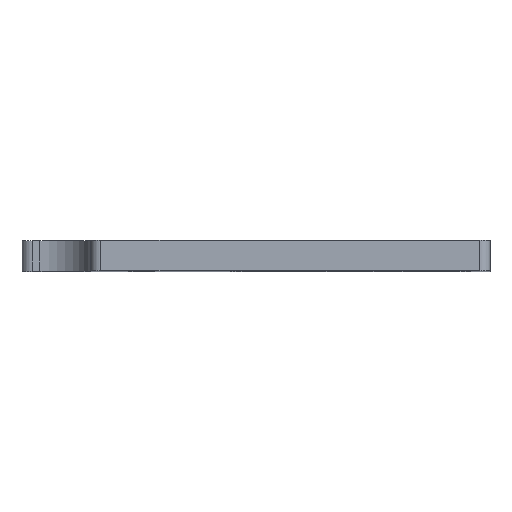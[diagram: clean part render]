
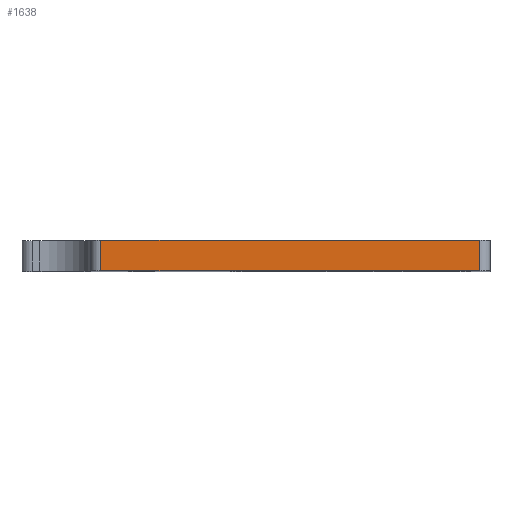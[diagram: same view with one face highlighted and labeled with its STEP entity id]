
A CAD part, top view. The second image highlights one B-rep face of the part: STEP entity #1638.
In plain terms, the highlighted planar face has unit normal (0, 0, 1).
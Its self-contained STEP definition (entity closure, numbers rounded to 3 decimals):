
#15 = VERTEX_POINT ( 'NONE', #1133 ) ;
#171 = CARTESIAN_POINT ( 'NONE',  ( 0., 6., 0. ) ) ;
#208 = CARTESIAN_POINT ( 'NONE',  ( 0., 0., 0. ) ) ;
#339 = PLANE ( 'NONE',  #601 ) ;
#415 = DIRECTION ( 'NONE',  ( 0., -1., 0. ) ) ;
#461 = ORIENTED_EDGE ( 'NONE', *, *, #1175, .F. ) ;
#466 = CARTESIAN_POINT ( 'NONE',  ( 0., 6., 0. ) ) ;
#510 = DIRECTION ( 'NONE',  ( -1., 0., 0. ) ) ;
#552 = VERTEX_POINT ( 'NONE', #589 ) ;
#589 = CARTESIAN_POINT ( 'NONE',  ( 2., 0., 0. ) ) ;
#601 = AXIS2_PLACEMENT_3D ( 'NONE', #171, #838, #510 ) ;
#672 = EDGE_CURVE ( 'NONE', #1081, #1883, #1079, .T. ) ;
#838 = DIRECTION ( 'NONE',  ( 0., 0., -1. ) ) ;
#879 = VECTOR ( 'NONE', #415, 1000. ) ;
#905 = CARTESIAN_POINT ( 'NONE',  ( 76.5, 6., 0. ) ) ;
#918 = VECTOR ( 'NONE', #1530, 1000. ) ;
#980 = CARTESIAN_POINT ( 'NONE',  ( 76.5, 6., 0. ) ) ;
#981 = LINE ( 'NONE', #1271, #879 ) ;
#1079 = LINE ( 'NONE', #980, #1286 ) ;
#1081 = VERTEX_POINT ( 'NONE', #1840 ) ;
#1133 = CARTESIAN_POINT ( 'NONE',  ( 2., 6., 0. ) ) ;
#1144 = ORIENTED_EDGE ( 'NONE', *, *, #1244, .T. ) ;
#1166 = DIRECTION ( 'NONE',  ( 0., 1., 0. ) ) ;
#1175 = EDGE_CURVE ( 'NONE', #15, #1883, #1474, .T. ) ;
#1244 = EDGE_CURVE ( 'NONE', #15, #552, #981, .T. ) ;
#1271 = CARTESIAN_POINT ( 'NONE',  ( 2., 6., 0. ) ) ;
#1286 = VECTOR ( 'NONE', #1166, 1000. ) ;
#1299 = EDGE_LOOP ( 'NONE', ( #461, #1144, #1456, #1652 ) ) ;
#1361 = VECTOR ( 'NONE', #1774, 1000. ) ;
#1456 = ORIENTED_EDGE ( 'NONE', *, *, #1901, .T. ) ;
#1474 = LINE ( 'NONE', #466, #1361 ) ;
#1530 = DIRECTION ( 'NONE',  ( 1., 0., 0. ) ) ;
#1638 = ADVANCED_FACE ( 'NONE', ( #1807 ), #339, .F. ) ;
#1652 = ORIENTED_EDGE ( 'NONE', *, *, #672, .T. ) ;
#1774 = DIRECTION ( 'NONE',  ( 1., 0., 0. ) ) ;
#1807 = FACE_OUTER_BOUND ( 'NONE', #1299, .T. ) ;
#1840 = CARTESIAN_POINT ( 'NONE',  ( 76.5, 0., 0. ) ) ;
#1853 = LINE ( 'NONE', #208, #918 ) ;
#1883 = VERTEX_POINT ( 'NONE', #905 ) ;
#1901 = EDGE_CURVE ( 'NONE', #552, #1081, #1853, .T. ) ;
